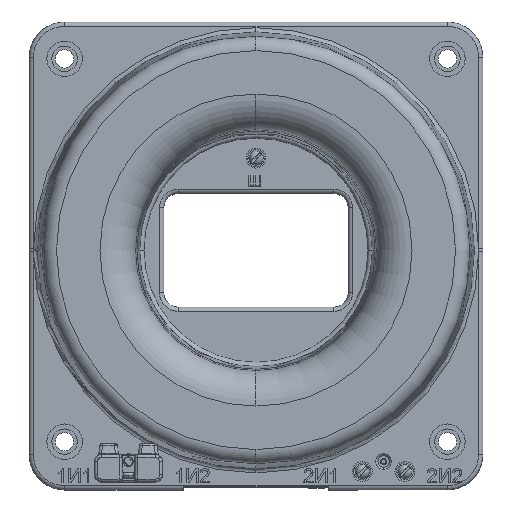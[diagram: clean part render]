
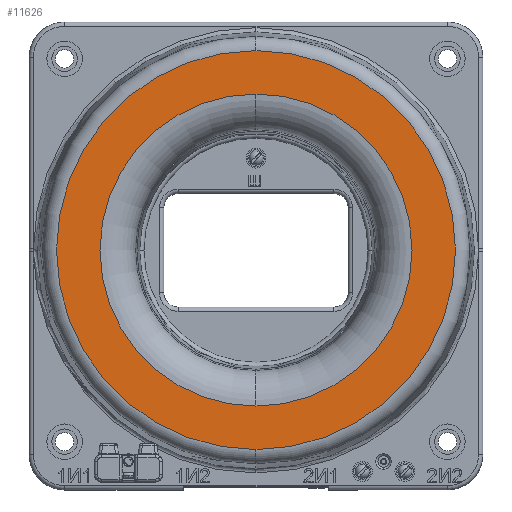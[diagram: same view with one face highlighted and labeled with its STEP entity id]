
A CAD part, top view. The second image highlights one B-rep face of the part: STEP entity #11626.
In plain terms, the highlighted planar face has unit normal (0, 0, 1).
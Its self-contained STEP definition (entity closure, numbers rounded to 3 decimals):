
#12 = CARTESIAN_POINT ( 'NONE',  ( -31.625, -110.022, 120.187 ) ) ;
#36 = CARTESIAN_POINT ( 'NONE',  ( -31.625, 140.678, 120.187 ) ) ;
#53 = CARTESIAN_POINT ( 'NONE',  ( -31.625, -140.678, 120.187 ) ) ;
#102 = CARTESIAN_POINT ( 'NONE',  ( -31.625, 110.022, 120.187 ) ) ;
#3393 = EDGE_CURVE ( 'NONE', #17430, #17491, #5435, .T. ) ;
#3431 = EDGE_CURVE ( 'NONE', #17469, #17448, #4035, .T. ) ;
#3736 = AXIS2_PLACEMENT_3D ( 'NONE', #13857, #13911, #13913 ) ;
#3821 = AXIS2_PLACEMENT_3D ( 'NONE', #13969, #13955, #13962 ) ;
#4035 = CIRCLE ( 'NONE', #14472, 140.678 ) ;
#5435 = CIRCLE ( 'NONE', #14541, 110.022 ) ;
#5680 = FACE_OUTER_BOUND ( 'NONE', #7917, .T. ) ;
#5728 = FACE_BOUND ( 'NONE', #7965, .T. ) ;
#7917 = EDGE_LOOP ( 'NONE', ( #12583, #12607 ) ) ;
#7965 = EDGE_LOOP ( 'NONE', ( #12558, #12611 ) ) ;
#10693 = DIRECTION ( 'NONE',  ( 0., 1., 0. ) ) ;
#10702 = DIRECTION ( 'NONE',  ( 0., 0., -1. ) ) ;
#10711 = CARTESIAN_POINT ( 'NONE',  ( -172.303, 0., 120.187 ) ) ;
#10713 = PLANE ( 'NONE',  #14769 ) ;
#11123 = CARTESIAN_POINT ( 'NONE',  ( -31.625, 0., 120.187 ) ) ;
#11182 = DIRECTION ( 'NONE',  ( 0., 1., 0. ) ) ;
#11198 = DIRECTION ( 'NONE',  ( 0., 0., -1. ) ) ;
#11297 = CARTESIAN_POINT ( 'NONE',  ( -31.625, 0., 120.187 ) ) ;
#11314 = DIRECTION ( 'NONE',  ( 0., 1., 0. ) ) ;
#11360 = DIRECTION ( 'NONE',  ( 0., 0., -1. ) ) ;
#11626 = ADVANCED_FACE ( 'NONE', ( #5728, #5680 ), #10713, .F. ) ;
#12558 = ORIENTED_EDGE ( 'NONE', *, *, #15556, .T. ) ;
#12583 = ORIENTED_EDGE ( 'NONE', *, *, #15474, .F. ) ;
#12607 = ORIENTED_EDGE ( 'NONE', *, *, #3431, .F. ) ;
#12611 = ORIENTED_EDGE ( 'NONE', *, *, #3393, .T. ) ;
#13857 = CARTESIAN_POINT ( 'NONE',  ( -31.625, 0., 120.187 ) ) ;
#13911 = DIRECTION ( 'NONE',  ( 0., 0., -1. ) ) ;
#13913 = DIRECTION ( 'NONE',  ( 0., 1., 0. ) ) ;
#13955 = DIRECTION ( 'NONE',  ( 0., 0., -1. ) ) ;
#13962 = DIRECTION ( 'NONE',  ( 0., 1., 0. ) ) ;
#13969 = CARTESIAN_POINT ( 'NONE',  ( -31.625, 0., 120.187 ) ) ;
#14472 = AXIS2_PLACEMENT_3D ( 'NONE', #11297, #11360, #11314 ) ;
#14541 = AXIS2_PLACEMENT_3D ( 'NONE', #11123, #11198, #11182 ) ;
#14769 = AXIS2_PLACEMENT_3D ( 'NONE', #10711, #10702, #10693 ) ;
#15474 = EDGE_CURVE ( 'NONE', #17448, #17469, #15917, .T. ) ;
#15556 = EDGE_CURVE ( 'NONE', #17491, #17430, #15998, .T. ) ;
#15917 = CIRCLE ( 'NONE', #3736, 140.678 ) ;
#15998 = CIRCLE ( 'NONE', #3821, 110.022 ) ;
#17430 = VERTEX_POINT ( 'NONE', #12 ) ;
#17448 = VERTEX_POINT ( 'NONE', #36 ) ;
#17469 = VERTEX_POINT ( 'NONE', #53 ) ;
#17491 = VERTEX_POINT ( 'NONE', #102 ) ;
